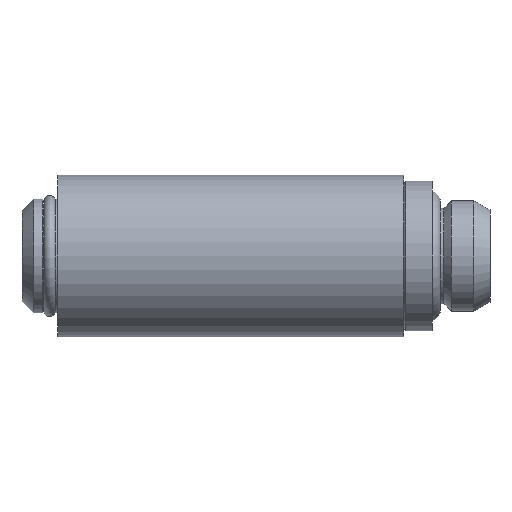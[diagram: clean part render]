
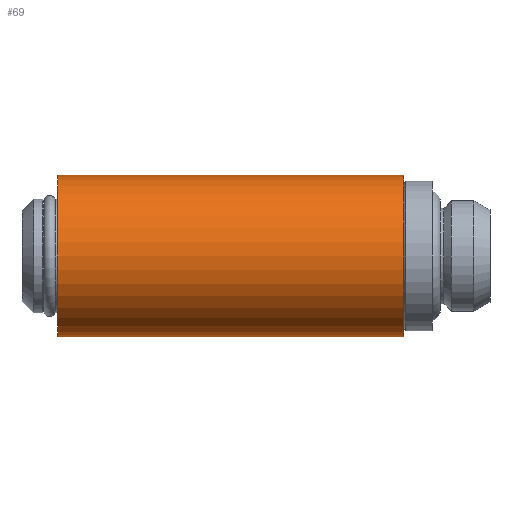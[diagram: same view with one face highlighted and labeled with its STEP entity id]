
A CAD part, left-side view. The second image highlights one B-rep face of the part: STEP entity #69.
In plain terms, the highlighted cylindrical face has radius 7 mm (diameter 14 mm), a partial arc.
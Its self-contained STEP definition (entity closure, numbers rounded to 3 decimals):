
#67 = ORIENTED_EDGE ( 'NONE', *, *, #90, .F. ) ;
#68 = ORIENTED_EDGE ( 'NONE', *, *, #89, .F. ) ;
#69 = ADVANCED_FACE ( 'NONE', ( #1376 ), #1372, .T. ) ;
#71 = EDGE_LOOP ( 'NONE', ( #72, #68, #74, #67 ) ) ;
#72 = ORIENTED_EDGE ( 'NONE', *, *, #1198, .F. ) ;
#74 = ORIENTED_EDGE ( 'NONE', *, *, #1197, .T. ) ;
#89 = EDGE_CURVE ( 'NONE', #1193, #1174, #1375, .T. ) ;
#90 = EDGE_CURVE ( 'NONE', #1185, #1191, #1464, .T. ) ;
#1174 = VERTEX_POINT ( 'NONE', #2099 ) ;
#1185 = VERTEX_POINT ( 'NONE', #2049 ) ;
#1191 = VERTEX_POINT ( 'NONE', #2035 ) ;
#1193 = VERTEX_POINT ( 'NONE', #2034 ) ;
#1197 = EDGE_CURVE ( 'NONE', #1193, #1191, #2130, .T. ) ;
#1198 = EDGE_CURVE ( 'NONE', #1174, #1185, #2138, .T. ) ;
#1360 = DIRECTION ( 'NONE',  ( 0., 0., 1. ) ) ;
#1372 = CYLINDRICAL_SURFACE ( 'NONE', #1373, 7. ) ;
#1373 = AXIS2_PLACEMENT_3D ( 'NONE', #1382, #1381, #1360 ) ;
#1374 = AXIS2_PLACEMENT_3D ( 'NONE', #1427, #1426, #1428 ) ;
#1375 = CIRCLE ( 'NONE', #1374, 7. ) ;
#1376 = FACE_OUTER_BOUND ( 'NONE', #71, .T. ) ;
#1381 = DIRECTION ( 'NONE',  ( 0., 1., 0. ) ) ;
#1382 = CARTESIAN_POINT ( 'NONE',  ( 0., 28.586, 0. ) ) ;
#1426 = DIRECTION ( 'NONE',  ( 0., -1., 0. ) ) ;
#1427 = CARTESIAN_POINT ( 'NONE',  ( 0., 7.5, 0. ) ) ;
#1428 = DIRECTION ( 'NONE',  ( 0., 0., -1. ) ) ;
#1463 = AXIS2_PLACEMENT_3D ( 'NONE', #1473, #1472, #1471 ) ;
#1464 = CIRCLE ( 'NONE', #1463, 7. ) ;
#1471 = DIRECTION ( 'NONE',  ( 0., 0., 1. ) ) ;
#1472 = DIRECTION ( 'NONE',  ( 0., 1., 0. ) ) ;
#1473 = CARTESIAN_POINT ( 'NONE',  ( 0., 37.5, 0. ) ) ;
#2034 = CARTESIAN_POINT ( 'NONE',  ( 0., 7.5, 7. ) ) ;
#2035 = CARTESIAN_POINT ( 'NONE',  ( 0., 37.5, 7. ) ) ;
#2049 = CARTESIAN_POINT ( 'NONE',  ( 0., 37.5, -7. ) ) ;
#2099 = CARTESIAN_POINT ( 'NONE',  ( 0., 7.5, -7. ) ) ;
#2125 = DIRECTION ( 'NONE',  ( 0., 1., 0. ) ) ;
#2130 = LINE ( 'NONE', #2135, #2144 ) ;
#2131 = VECTOR ( 'NONE', #2143, 1000. ) ;
#2133 = CARTESIAN_POINT ( 'NONE',  ( 0., 28.586, -7. ) ) ;
#2135 = CARTESIAN_POINT ( 'NONE',  ( 0., 28.586, 7. ) ) ;
#2138 = LINE ( 'NONE', #2133, #2131 ) ;
#2143 = DIRECTION ( 'NONE',  ( 0., 1., 0. ) ) ;
#2144 = VECTOR ( 'NONE', #2125, 1000. ) ;
